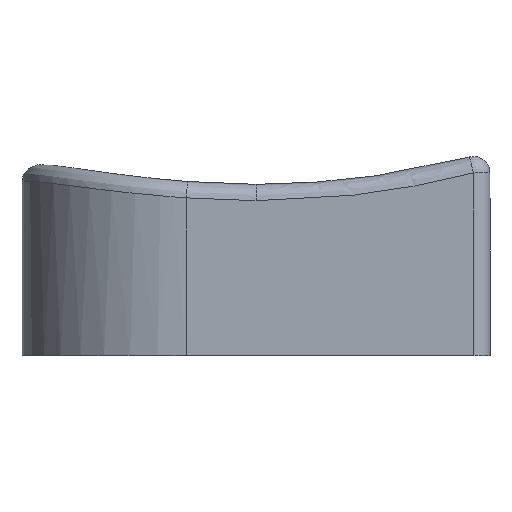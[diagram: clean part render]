
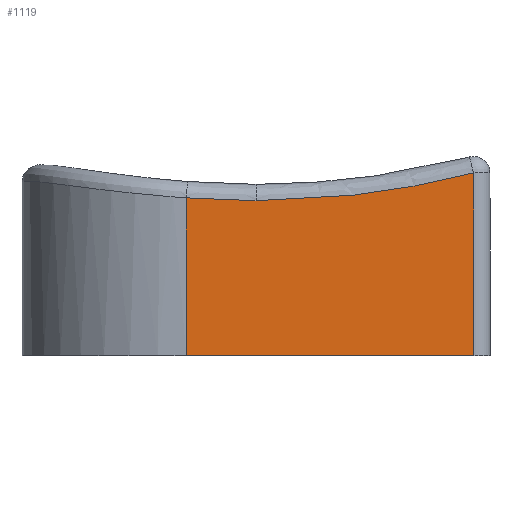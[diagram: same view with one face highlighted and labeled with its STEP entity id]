
A CAD part, left-side view. The second image highlights one B-rep face of the part: STEP entity #1119.
In plain terms, the highlighted planar face has unit normal (-1, 0, 0).
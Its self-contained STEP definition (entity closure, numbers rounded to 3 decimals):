
#33 = VERTEX_POINT('',#34);
#34 = CARTESIAN_POINT('',(-52.655,6.884,13.863
    ));
#41 = EDGE_CURVE('',#42,#33,#44,.T.);
#42 = VERTEX_POINT('',#43);
#43 = CARTESIAN_POINT('',(-52.655,15.382,
    14.206));
#44 = ( BOUNDED_CURVE() B_SPLINE_CURVE(3,(#45,#46,#47,#48),
.UNSPECIFIED.,.F.,.F.) B_SPLINE_CURVE_WITH_KNOTS((4,4),(6.203,
6.283),.PIECEWISE_BEZIER_KNOTS.) CURVE() 
GEOMETRIC_REPRESENTATION_ITEM() RATIONAL_B_SPLINE_CURVE((1.,
0.999,0.999,1.)) REPRESENTATION_ITEM('') );
#45 = CARTESIAN_POINT('',(-52.655,15.382,
    14.206));
#46 = CARTESIAN_POINT('',(-52.655,12.555,
    13.978));
#47 = CARTESIAN_POINT('',(-52.655,9.72,13.863
    ));
#48 = CARTESIAN_POINT('',(-52.655,6.884,13.863
    ));
#1073 = VERTEX_POINT('',#1074);
#1074 = CARTESIAN_POINT('',(-52.655,15.382,-5.));
#1081 = EDGE_CURVE('',#1073,#42,#1082,.T.);
#1082 = LINE('',#1083,#1084);
#1083 = CARTESIAN_POINT('',(-52.655,15.382,-5.));
#1084 = VECTOR('',#1085,1.);
#1085 = DIRECTION('',(0.,0.,1.));
#1119 = ADVANCED_FACE('',(#1120),#1147,.F.);
#1120 = FACE_BOUND('',#1121,.F.);
#1121 = EDGE_LOOP('',(#1122,#1123,#1124,#1133,#1141));
#1122 = ORIENTED_EDGE('',*,*,#1081,.T.);
#1123 = ORIENTED_EDGE('',*,*,#41,.T.);
#1124 = ORIENTED_EDGE('',*,*,#1125,.T.);
#1125 = EDGE_CURVE('',#33,#1126,#1128,.T.);
#1126 = VERTEX_POINT('',#1127);
#1127 = CARTESIAN_POINT('',(-52.655,-19.615,
    17.251));
#1128 = ( BOUNDED_CURVE() B_SPLINE_CURVE(3,(#1129,#1130,#1131,#1132),
.UNSPECIFIED.,.F.,.F.) B_SPLINE_CURVE_WITH_KNOTS((4,4),(0.,
0.254),.PIECEWISE_BEZIER_KNOTS.) CURVE() 
GEOMETRIC_REPRESENTATION_ITEM() RATIONAL_B_SPLINE_CURVE((1.,
0.995,0.995,1.)) REPRESENTATION_ITEM('') );
#1129 = CARTESIAN_POINT('',(-52.655,6.884,
    13.863));
#1130 = CARTESIAN_POINT('',(-52.655,-2.069,
    13.863));
#1131 = CARTESIAN_POINT('',(-52.655,-10.949,
    14.998));
#1132 = CARTESIAN_POINT('',(-52.655,-19.615,
    17.251));
#1133 = ORIENTED_EDGE('',*,*,#1134,.T.);
#1134 = EDGE_CURVE('',#1126,#1135,#1137,.T.);
#1135 = VERTEX_POINT('',#1136);
#1136 = CARTESIAN_POINT('',(-52.655,-19.615,-5.));
#1137 = LINE('',#1138,#1139);
#1138 = CARTESIAN_POINT('',(-52.655,-19.615,-5.));
#1139 = VECTOR('',#1140,1.);
#1140 = DIRECTION('',(0.,0.,-1.));
#1141 = ORIENTED_EDGE('',*,*,#1142,.F.);
#1142 = EDGE_CURVE('',#1073,#1135,#1143,.T.);
#1143 = LINE('',#1144,#1145);
#1144 = CARTESIAN_POINT('',(-52.655,0.,-5.));
#1145 = VECTOR('',#1146,1.);
#1146 = DIRECTION('',(0.,-1.,0.));
#1147 = PLANE('',#1148);
#1148 = AXIS2_PLACEMENT_3D('',#1149,#1150,#1151);
#1149 = CARTESIAN_POINT('',(-52.655,0.,-5.));
#1150 = DIRECTION('',(1.,0.,0.));
#1151 = DIRECTION('',(0.,-1.,0.));
